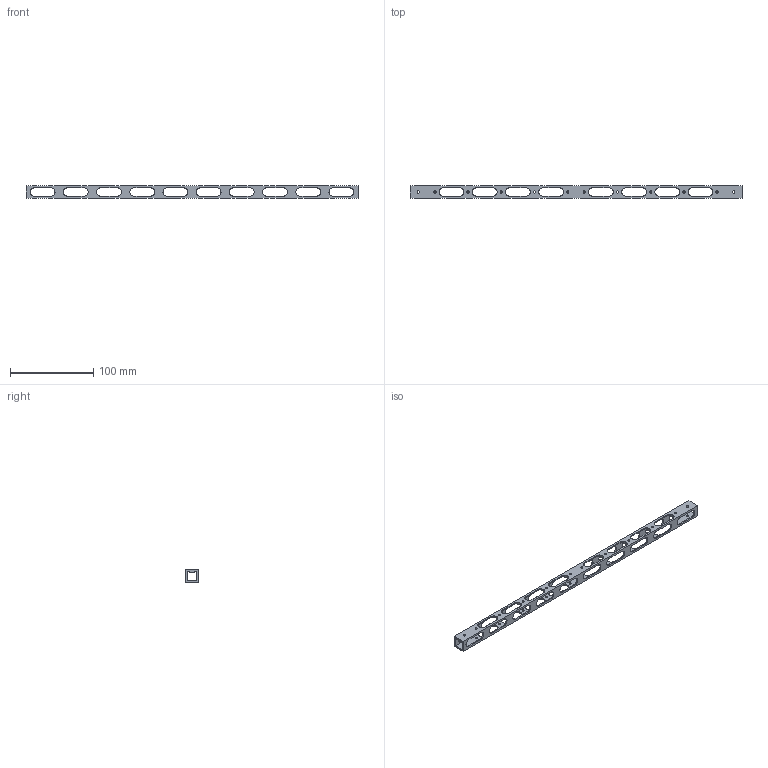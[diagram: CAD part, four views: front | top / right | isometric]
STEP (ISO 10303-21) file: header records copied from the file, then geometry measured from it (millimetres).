
FILE_DESCRIPTION(('FreeCAD Model'),'2;1');
FILE_NAME('Open CASCADE Shape Model','2023-10-11T06:50:22',('Author'),( ''),'Open CASCADE STEP processor 7.6','FreeCAD','Unknown');
FILE_SCHEMA(('AUTOMOTIVE_DESIGN { 1 0 10303 214 1 1 1 1 }'));
Length unit declared in the file: millimetre
Products named in the file (1): Pocket001
Bounding box: 400 x 15 x 15 mm (x, y, z)
Volume: 18257 mm3; surface area: 27871.9 mm2
Topology: 1 solids, 1 shells, 230 faces, 744 edges, 496 vertices
Faces by surface type: plane 122, cylinder 108
Full cylindrical faces by diameter (mm): 2.7 x20, 3 x4
Entity records: 8798 total; most frequent: CARTESIAN_POINT 1777, ORIENTED_EDGE 1488, DIRECTION 1442, EDGE_CURVE 744, VERTEX_POINT 496, AXIS2_PLACEMENT_3D 485, LINE 472, VECTOR 472
